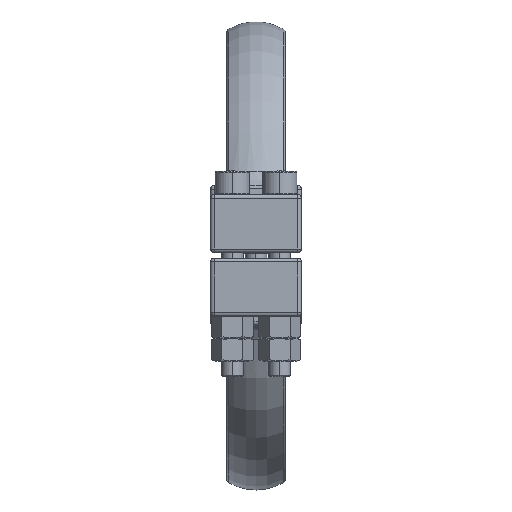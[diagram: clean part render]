
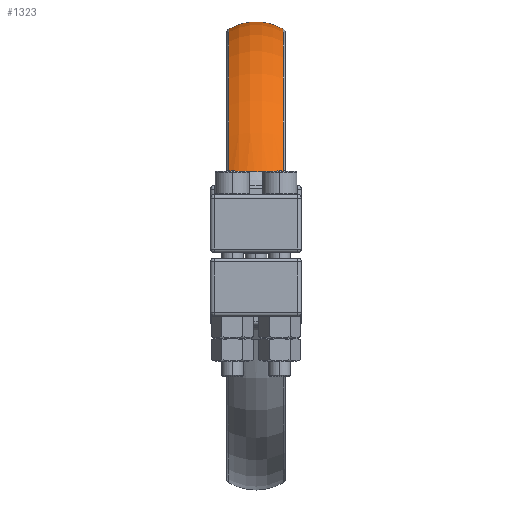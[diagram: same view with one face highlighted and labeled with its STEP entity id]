
A CAD part, top view. The second image highlights one B-rep face of the part: STEP entity #1323.
In plain terms, the highlighted toroidal (fillet/blend) face has major radius 98.7 mm and minor radius 30 mm.
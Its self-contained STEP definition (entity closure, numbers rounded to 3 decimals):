
#354 = CARTESIAN_POINT ( 'NONE',  ( 13.269, 46.505, -116.76 ) ) ;
#356 = EDGE_CURVE ( 'NONE', #1809, #4074, #16560, .T. ) ;
#534 = CARTESIAN_POINT ( 'NONE',  ( -10.471, 46.386, 118.03 ) ) ;
#586 = CARTESIAN_POINT ( 'NONE',  ( -6.423, 46.193, -119.426 ) ) ;
#601 = B_SPLINE_CURVE_WITH_KNOTS ( 'NONE', 3,
 ( #683, #354, #1623, #10878 ),
 .UNSPECIFIED., .F., .F.,
 ( 4, 4 ),
 ( 0.001, 0.007 ),
 .UNSPECIFIED. ) ;
#634 = B_SPLINE_CURVE_WITH_KNOTS ( 'NONE', 3,
 ( #8576, #913, #7235, #4545, #10937, #15974, #15901, #9507, #12126, #11026, #5979, #586, #14637, #4452 ),
 .UNSPECIFIED., .F., .F.,
 ( 4, 2, 2, 2, 2, 2, 4 ),
 ( 0., 0.002, 0.005, 0.01, 0.012, 0.015, 0.02 ),
 .UNSPECIFIED. ) ;
#683 = CARTESIAN_POINT ( 'NONE',  ( 15., 46.615, -115.639 ) ) ;
#913 = CARTESIAN_POINT ( 'NONE',  ( 8.747, 46.325, -118.688 ) ) ;
#1015 = DIRECTION ( 'NONE',  ( -1., 0., 0. ) ) ;
#1291 = B_SPLINE_CURVE_WITH_KNOTS ( 'NONE', 3,
 ( #9287, #13248, #11980, #14430, #8038, #534, #5592, #5675 ),
 .UNSPECIFIED., .F., .F.,
 ( 4, 2, 2, 4 ),
 ( 0.001, 0.004, 0.006, 0.007 ),
 .UNSPECIFIED. ) ;
#1323 = ADVANCED_FACE ( 'NONE', ( #8417 ), #10960, .T. ) ;
#1412 = CARTESIAN_POINT ( 'NONE',  ( -1.649, 45.968, 120.21 ) ) ;
#1623 = CARTESIAN_POINT ( 'NONE',  ( 11.441, 46.418, -117.684 ) ) ;
#1809 = VERTEX_POINT ( 'NONE', #10313 ) ;
#2189 = DIRECTION ( 'NONE',  ( 0., -1., 0. ) ) ;
#2333 = DIRECTION ( 'NONE',  ( 0., 0., -1. ) ) ;
#2590 = CARTESIAN_POINT ( 'NONE',  ( 0.796, 45.967, 120.212 ) ) ;
#2658 = EDGE_CURVE ( 'NONE', #11455, #12398, #10770, .T. ) ;
#2757 = CARTESIAN_POINT ( 'NONE',  ( -15., 46.615, 115.639 ) ) ;
#3206 = VERTEX_POINT ( 'NONE', #13246 ) ;
#3422 = AXIS2_PLACEMENT_3D ( 'NONE', #8485, #14883, #2189 ) ;
#3793 = ORIENTED_EDGE ( 'NONE', *, *, #10060, .T. ) ;
#3927 = CARTESIAN_POINT ( 'NONE',  ( -15., 0., 0. ) ) ;
#3935 = CARTESIAN_POINT ( 'NONE',  ( -5.624, 46.151, 119.582 ) ) ;
#4023 = CARTESIAN_POINT ( 'NONE',  ( -6.409, 46.198, 119.392 ) ) ;
#4044 = CARTESIAN_POINT ( 'NONE',  ( -15., 46.615, -115.639 ) ) ;
#4074 = VERTEX_POINT ( 'NONE', #9213 ) ;
#4136 = B_SPLINE_CURVE_WITH_KNOTS ( 'NONE', 3,
 ( #11764, #12168, #16016, #4023, #3935, #7972, #1412, #2590, #7723, #15453, #9232, #9316, #9059, #9631 ),
 .UNSPECIFIED., .F., .F.,
 ( 4, 2, 2, 2, 2, 2, 4 ),
 ( 0., 0.002, 0.005, 0.01, 0.012, 0.015, 0.02 ),
 .UNSPECIFIED. ) ;
#4166 = ORIENTED_EDGE ( 'NONE', *, *, #14869, .T. ) ;
#4190 = CARTESIAN_POINT ( 'NONE',  ( -9.513, 46.351, -118.402 ) ) ;
#4452 = CARTESIAN_POINT ( 'NONE',  ( -9.513, 46.351, -118.402 ) ) ;
#4474 = EDGE_LOOP ( 'NONE', ( #12177, #10742, #4591, #4166, #10301, #3793, #14678, #11078 ) ) ;
#4545 = CARTESIAN_POINT ( 'NONE',  ( 6.409, 46.198, -119.392 ) ) ;
#4591 = ORIENTED_EDGE ( 'NONE', *, *, #12831, .T. ) ;
#5069 = EDGE_CURVE ( 'NONE', #3206, #15946, #601, .T. ) ;
#5592 = CARTESIAN_POINT ( 'NONE',  ( -9.993, 46.368, 118.224 ) ) ;
#5675 = CARTESIAN_POINT ( 'NONE',  ( -9.513, 46.351, 118.402 ) ) ;
#5793 = CARTESIAN_POINT ( 'NONE',  ( 15., 46.615, 115.639 ) ) ;
#5973 = CARTESIAN_POINT ( 'NONE',  ( 14.138, 46.56, 116.198 ) ) ;
#5979 = CARTESIAN_POINT ( 'NONE',  ( -4.042, 46.068, -119.891 ) ) ;
#6985 = CARTESIAN_POINT ( 'NONE',  ( 9.99, 46.368, 118.225 ) ) ;
#7235 = CARTESIAN_POINT ( 'NONE',  ( 7.97, 46.285, -118.945 ) ) ;
#7510 = CARTESIAN_POINT ( 'NONE',  ( 9.513, 46.351, -118.402 ) ) ;
#7714 = B_SPLINE_CURVE_WITH_KNOTS ( 'NONE', 3,
 ( #4190, #9496, #10765, #8238 ),
 .UNSPECIFIED., .F., .F.,
 ( 4, 4 ),
 ( 0.027, 0.033 ),
 .UNSPECIFIED. ) ;
#7723 = CARTESIAN_POINT ( 'NONE',  ( 1.62, 45.981, 120.171 ) ) ;
#7972 = CARTESIAN_POINT ( 'NONE',  ( -3.252, 46.027, 120.045 ) ) ;
#8038 = CARTESIAN_POINT ( 'NONE',  ( -11.414, 46.425, 117.618 ) ) ;
#8238 = CARTESIAN_POINT ( 'NONE',  ( -15., 46.615, -115.639 ) ) ;
#8334 = CARTESIAN_POINT ( 'NONE',  ( 13.248, 46.511, 116.709 ) ) ;
#8417 = FACE_OUTER_BOUND ( 'NONE', #4474, .T. ) ;
#8485 = CARTESIAN_POINT ( 'NONE',  ( 0., 0., 0. ) ) ;
#8576 = CARTESIAN_POINT ( 'NONE',  ( 9.513, 46.351, -118.402 ) ) ;
#8617 = EDGE_CURVE ( 'NONE', #15946, #10599, #634, .T. ) ;
#9036 = CARTESIAN_POINT ( 'NONE',  ( -9.513, 46.351, 118.402 ) ) ;
#9059 = CARTESIAN_POINT ( 'NONE',  ( 7.979, 46.298, 118.974 ) ) ;
#9213 = CARTESIAN_POINT ( 'NONE',  ( 15., 46.615, 115.639 ) ) ;
#9232 = CARTESIAN_POINT ( 'NONE',  ( 4.042, 46.068, 119.891 ) ) ;
#9287 = CARTESIAN_POINT ( 'NONE',  ( -15., 46.615, 115.639 ) ) ;
#9316 = CARTESIAN_POINT ( 'NONE',  ( 6.423, 46.193, 119.426 ) ) ;
#9496 = CARTESIAN_POINT ( 'NONE',  ( -11.444, 46.418, -117.683 ) ) ;
#9504 = CARTESIAN_POINT ( 'NONE',  ( 9.513, 46.351, 118.402 ) ) ;
#9507 = CARTESIAN_POINT ( 'NONE',  ( -0.796, 45.967, -120.212 ) ) ;
#9631 = CARTESIAN_POINT ( 'NONE',  ( 9.513, 46.351, 118.402 ) ) ;
#10060 = EDGE_CURVE ( 'NONE', #4074, #3206, #15563, .T. ) ;
#10101 = CARTESIAN_POINT ( 'NONE',  ( 15., 0., 0. ) ) ;
#10301 = ORIENTED_EDGE ( 'NONE', *, *, #356, .T. ) ;
#10313 = CARTESIAN_POINT ( 'NONE',  ( 9.513, 46.351, 118.402 ) ) ;
#10599 = VERTEX_POINT ( 'NONE', #16051 ) ;
#10742 = ORIENTED_EDGE ( 'NONE', *, *, #2658, .T. ) ;
#10765 = CARTESIAN_POINT ( 'NONE',  ( -13.271, 46.506, -116.759 ) ) ;
#10770 = CIRCLE ( 'NONE', #11571, 124.681 ) ;
#10878 = CARTESIAN_POINT ( 'NONE',  ( 9.513, 46.351, -118.402 ) ) ;
#10937 = CARTESIAN_POINT ( 'NONE',  ( 5.624, 46.151, -119.582 ) ) ;
#10960 = TOROIDAL_SURFACE ( 'NONE', #3422, 98.7, 30. ) ;
#11026 = CARTESIAN_POINT ( 'NONE',  ( -3.24, 46.032, -120.01 ) ) ;
#11078 = ORIENTED_EDGE ( 'NONE', *, *, #8617, .T. ) ;
#11455 = VERTEX_POINT ( 'NONE', #4044 ) ;
#11571 = AXIS2_PLACEMENT_3D ( 'NONE', #3927, #14198, #2333 ) ;
#11764 = CARTESIAN_POINT ( 'NONE',  ( -9.513, 46.351, 118.402 ) ) ;
#11980 = CARTESIAN_POINT ( 'NONE',  ( -13.251, 46.511, 116.707 ) ) ;
#12090 = EDGE_CURVE ( 'NONE', #10599, #11455, #7714, .T. ) ;
#12126 = CARTESIAN_POINT ( 'NONE',  ( -1.62, 45.981, -120.171 ) ) ;
#12168 = CARTESIAN_POINT ( 'NONE',  ( -8.747, 46.325, 118.688 ) ) ;
#12177 = ORIENTED_EDGE ( 'NONE', *, *, #12090, .T. ) ;
#12398 = VERTEX_POINT ( 'NONE', #2757 ) ;
#12642 = DIRECTION ( 'NONE',  ( 0., 0., 1. ) ) ;
#12831 = EDGE_CURVE ( 'NONE', #12398, #13656, #1291, .T. ) ;
#13246 = CARTESIAN_POINT ( 'NONE',  ( 15., 46.615, -115.639 ) ) ;
#13248 = CARTESIAN_POINT ( 'NONE',  ( -14.139, 46.56, 116.197 ) ) ;
#13373 = CARTESIAN_POINT ( 'NONE',  ( 11.402, 46.424, 117.623 ) ) ;
#13656 = VERTEX_POINT ( 'NONE', #9036 ) ;
#14198 = DIRECTION ( 'NONE',  ( 1., 0., 0. ) ) ;
#14430 = CARTESIAN_POINT ( 'NONE',  ( -11.878, 46.446, 117.399 ) ) ;
#14634 = CARTESIAN_POINT ( 'NONE',  ( 10.463, 46.386, 118.033 ) ) ;
#14637 = CARTESIAN_POINT ( 'NONE',  ( -7.979, 46.298, -118.974 ) ) ;
#14678 = ORIENTED_EDGE ( 'NONE', *, *, #5069, .T. ) ;
#14869 = EDGE_CURVE ( 'NONE', #13656, #1809, #4136, .T. ) ;
#14883 = DIRECTION ( 'NONE',  ( -1., 0., 0. ) ) ;
#14959 = CARTESIAN_POINT ( 'NONE',  ( 11.869, 46.445, 117.404 ) ) ;
#15453 = CARTESIAN_POINT ( 'NONE',  ( 3.24, 46.032, 120.01 ) ) ;
#15563 = CIRCLE ( 'NONE', #16362, 124.681 ) ;
#15901 = CARTESIAN_POINT ( 'NONE',  ( 1.649, 45.968, -120.21 ) ) ;
#15946 = VERTEX_POINT ( 'NONE', #7510 ) ;
#15974 = CARTESIAN_POINT ( 'NONE',  ( 3.252, 46.027, -120.045 ) ) ;
#16016 = CARTESIAN_POINT ( 'NONE',  ( -7.97, 46.285, 118.945 ) ) ;
#16051 = CARTESIAN_POINT ( 'NONE',  ( -9.513, 46.351, -118.402 ) ) ;
#16362 = AXIS2_PLACEMENT_3D ( 'NONE', #10101, #1015, #12642 ) ;
#16560 = B_SPLINE_CURVE_WITH_KNOTS ( 'NONE', 3,
 ( #9504, #6985, #14634, #13373, #14959, #8334, #5973, #5793 ),
 .UNSPECIFIED., .F., .F.,
 ( 4, 2, 2, 4 ),
 ( 0.027, 0.028, 0.03, 0.033 ),
 .UNSPECIFIED. ) ;
